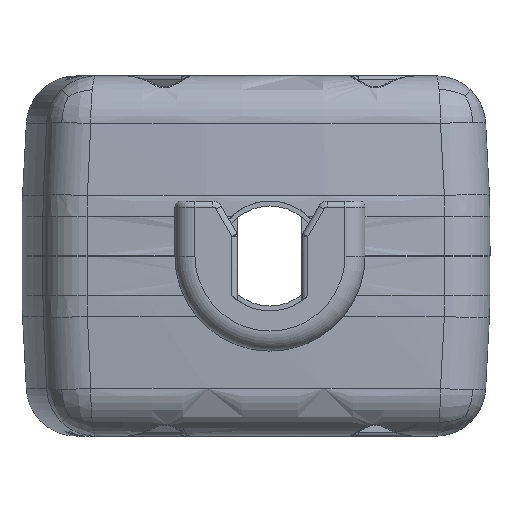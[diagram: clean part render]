
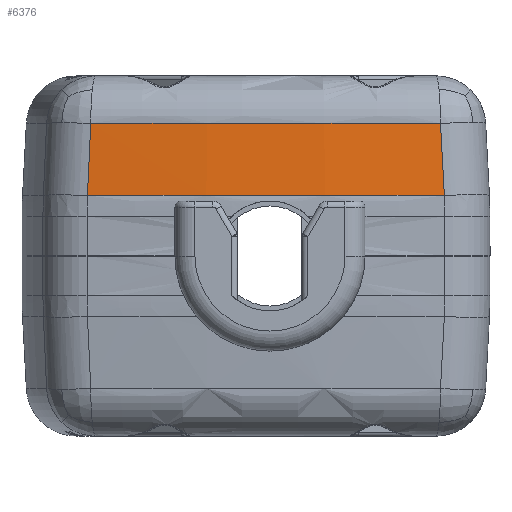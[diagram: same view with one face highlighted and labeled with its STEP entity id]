
A CAD part, front view. The second image highlights one B-rep face of the part: STEP entity #6376.
In plain terms, the highlighted conical face has half-angle 3 degrees and reference radius 89.878 mm.
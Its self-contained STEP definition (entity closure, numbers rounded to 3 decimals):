
#6376 = ADVANCED_FACE( '', ( #14059 ), #14060, .T. );
#14059 = FACE_OUTER_BOUND( '', #30107, .T. );
#14060 = CONICAL_SURFACE( '', #30108, 89.878, 0.052 );
#30107 = EDGE_LOOP( '', ( #55457, #55458, #55459, #55460 ) );
#30108 = AXIS2_PLACEMENT_3D( '', #55461, #55462, #55463 );
#55457 = ORIENTED_EDGE( '', *, *, #76432, .F. );
#55458 = ORIENTED_EDGE( '', *, *, #72177, .T. );
#55459 = ORIENTED_EDGE( '', *, *, #73172, .F. );
#55460 = ORIENTED_EDGE( '', *, *, #75138, .T. );
#55461 = CARTESIAN_POINT( '', ( 12.5, 71.5, -2.327 ) );
#55462 = DIRECTION( '', ( 0., 0., 1. ) );
#55463 = DIRECTION( '', ( -1., 0., 0. ) );
#72177 = EDGE_CURVE( '', #87216, #85840, #87217, .T. );
#73172 = EDGE_CURVE( '', #88784, #85840, #88786, .T. );
#75138 = EDGE_CURVE( '', #88784, #91604, #91606, .T. );
#76432 = EDGE_CURVE( '', #87216, #91604, #93363, .T. );
#85840 = VERTEX_POINT( '', #107103 );
#87216 = VERTEX_POINT( '', #109484 );
#87217 = CIRCLE( '', #109485, 89.784 );
#88784 = VERTEX_POINT( '', #112465 );
#88786 = B_SPLINE_CURVE_WITH_KNOTS( '', 3, ( #112476, #112477, #112478, #112479 ), .UNSPECIFIED., .F., .F., ( 4, 4 ), ( 0., 1. ), .UNSPECIFIED. );
#91604 = VERTEX_POINT( '', #117319 );
#91606 = CIRCLE( '', #117327, 89.973 );
#93363 = B_SPLINE_CURVE_WITH_KNOTS( '', 3, ( #120437, #120438, #120439, #120440 ), .UNSPECIFIED., .F., .F., ( 4, 4 ), ( 0., 1. ), .UNSPECIFIED. );
#107103 = CARTESIAN_POINT( '', ( 21.463, -17.835, -4.131 ) );
#109484 = CARTESIAN_POINT( '', ( 3.976, -17.878, -4.131 ) );
#109485 = AXIS2_PLACEMENT_3D( '', #129679, #129680, #129681 );
#112465 = CARTESIAN_POINT( '', ( 21.628, -18.008, -0.523 ) );
#112476 = CARTESIAN_POINT( '', ( 21.628, -18.009, -0.523 ) );
#112477 = CARTESIAN_POINT( '', ( 21.573, -17.951, -1.726 ) );
#112478 = CARTESIAN_POINT( '', ( 21.518, -17.893, -2.928 ) );
#112479 = CARTESIAN_POINT( '', ( 21.463, -17.835, -4.131 ) );
#117319 = CARTESIAN_POINT( '', ( 3.782, -18.049, -0.523 ) );
#117327 = AXIS2_PLACEMENT_3D( '', #132167, #132168, #132169 );
#120437 = CARTESIAN_POINT( '', ( 3.976, -17.878, -4.131 ) );
#120438 = CARTESIAN_POINT( '', ( 3.911, -17.935, -2.928 ) );
#120439 = CARTESIAN_POINT( '', ( 3.847, -17.992, -1.726 ) );
#120440 = CARTESIAN_POINT( '', ( 3.782, -18.049, -0.523 ) );
#129679 = CARTESIAN_POINT( '', ( 12.5, 71.5, -4.131 ) );
#129680 = DIRECTION( '', ( 0., 0., 1. ) );
#129681 = DIRECTION( '', ( -0.095, -0.995, 0. ) );
#132167 = CARTESIAN_POINT( '', ( 12.5, 71.5, -0.523 ) );
#132168 = DIRECTION( '', ( 0., 0., -1. ) );
#132169 = DIRECTION( '', ( 0.101, -0.995, 0. ) );
